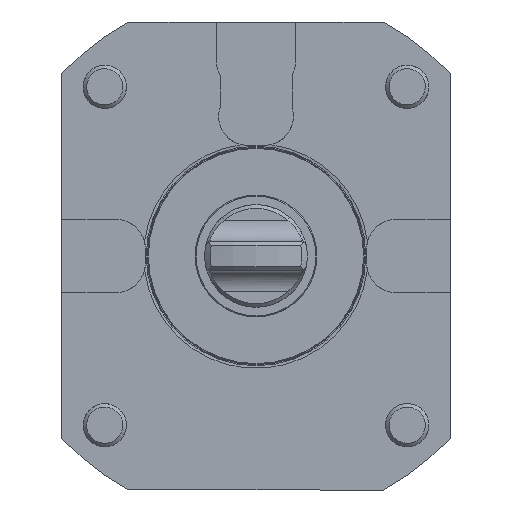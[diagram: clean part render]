
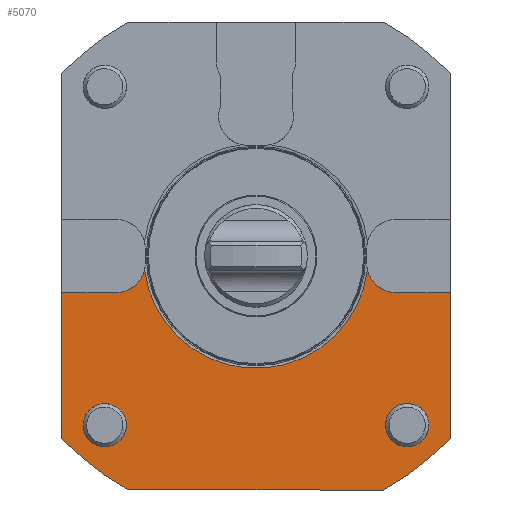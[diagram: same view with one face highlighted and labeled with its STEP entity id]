
A CAD part, front view. The second image highlights one B-rep face of the part: STEP entity #5070.
In plain terms, the highlighted planar face has unit normal (0, -1, 0).
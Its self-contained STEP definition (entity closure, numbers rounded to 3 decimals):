
#312 = CIRCLE ( 'NONE', #10578, 74. ) ;
#564 = CARTESIAN_POINT ( 'NONE',  ( 0., 0., 0. ) ) ;
#850 = AXIS2_PLACEMENT_3D ( 'NONE', #8309, #17441, #15889 ) ;
#1046 = VERTEX_POINT ( 'NONE', #4171 ) ;
#1177 = CARTESIAN_POINT ( 'NONE',  ( -54., 0., -50.596 ) ) ;
#1232 = LINE ( 'NONE', #16886, #11016 ) ;
#1531 = EDGE_CURVE ( 'NONE', #14181, #1046, #19113, .T. ) ;
#1631 = CARTESIAN_POINT ( 'NONE',  ( 0., 0., 0. ) ) ;
#2564 = ORIENTED_EDGE ( 'NONE', *, *, #8659, .F. ) ;
#2585 = VERTEX_POINT ( 'NONE', #19959 ) ;
#2832 = DIRECTION ( 'NONE',  ( 1., 0., 0. ) ) ;
#3480 = FACE_BOUND ( 'NONE', #17988, .T. ) ;
#3717 = DIRECTION ( 'NONE',  ( 0., -1., 0. ) ) ;
#3820 = DIRECTION ( 'NONE',  ( 1., 0., 0. ) ) ;
#3838 = VERTEX_POINT ( 'NONE', #1177 ) ;
#3880 = DIRECTION ( 'NONE',  ( 0., -1., 0. ) ) ;
#4012 = VERTEX_POINT ( 'NONE', #12708 ) ;
#4171 = CARTESIAN_POINT ( 'NONE',  ( -38.75, 0., -10.15 ) ) ;
#4277 = CARTESIAN_POINT ( 'NONE',  ( 0., 0., -65. ) ) ;
#4644 = ORIENTED_EDGE ( 'NONE', *, *, #16347, .F. ) ;
#5044 = EDGE_CURVE ( 'NONE', #13162, #13162, #8445, .T. ) ;
#5070 = ADVANCED_FACE ( 'Defeature completata1_4', ( #3480, #14667, #11400 ), #19378, .T. ) ;
#5380 = EDGE_CURVE ( 'NONE', #3838, #2585, #18628, .T. ) ;
#5428 = CARTESIAN_POINT ( 'NONE',  ( 0., 0., 0. ) ) ;
#6510 = DIRECTION ( 'NONE',  ( 0., 0., 1. ) ) ;
#7040 = ORIENTED_EDGE ( 'NONE', *, *, #8079, .F. ) ;
#7541 = CIRCLE ( 'NONE', #14074, 8. ) ;
#7721 = AXIS2_PLACEMENT_3D ( 'NONE', #1631, #12857, #14175 ) ;
#8079 = EDGE_CURVE ( 'NONE', #14181, #8628, #17856, .T. ) ;
#8082 = EDGE_LOOP ( 'NONE', ( #12250 ) ) ;
#8197 = DIRECTION ( 'NONE',  ( 0., 0., -1. ) ) ;
#8309 = CARTESIAN_POINT ( 'NONE',  ( 0., 0., 0. ) ) ;
#8435 = CARTESIAN_POINT ( 'NONE',  ( 48., 0., -47. ) ) ;
#8445 = CIRCLE ( 'NONE', #19923, 6. ) ;
#8561 = CARTESIAN_POINT ( 'NONE',  ( -42., 0., -47. ) ) ;
#8628 = VERTEX_POINT ( 'NONE', #12283 ) ;
#8650 = VERTEX_POINT ( 'NONE', #20161 ) ;
#8659 = EDGE_CURVE ( 'NONE', #3838, #14038, #1232, .T. ) ;
#9142 = DIRECTION ( 'NONE',  ( 0., 0., 1. ) ) ;
#9262 = DIRECTION ( 'NONE',  ( 1., 0., 0. ) ) ;
#9537 = LINE ( 'NONE', #14029, #10310 ) ;
#10170 = CARTESIAN_POINT ( 'NONE',  ( -38.75, 0., -2.15 ) ) ;
#10310 = VECTOR ( 'NONE', #12314, 1000. ) ;
#10578 = AXIS2_PLACEMENT_3D ( 'NONE', #564, #16113, #19203 ) ;
#11016 = VECTOR ( 'NONE', #15234, 1000. ) ;
#11103 = AXIS2_PLACEMENT_3D ( 'NONE', #5428, #3880, #9142 ) ;
#11240 = CARTESIAN_POINT ( 'NONE',  ( 38.75, 0., -2.15 ) ) ;
#11243 = CARTESIAN_POINT ( 'NONE',  ( -54., 0., -10.15 ) ) ;
#11304 = EDGE_CURVE ( 'NONE', #2585, #4012, #16911, .T. ) ;
#11400 = FACE_OUTER_BOUND ( 'NONE', #15225, .T. ) ;
#11678 = ORIENTED_EDGE ( 'NONE', *, *, #11304, .T. ) ;
#11832 = EDGE_CURVE ( 'NONE', #8650, #13494, #9537, .T. ) ;
#12140 = CARTESIAN_POINT ( 'NONE',  ( 38.75, 0., -10.15 ) ) ;
#12168 = CARTESIAN_POINT ( 'NONE',  ( -30.951, 0., -3.933 ) ) ;
#12250 = ORIENTED_EDGE ( 'NONE', *, *, #5044, .F. ) ;
#12283 = CARTESIAN_POINT ( 'NONE',  ( 30.951, 0., -3.933 ) ) ;
#12314 = DIRECTION ( 'NONE',  ( -1., 0., 0. ) ) ;
#12507 = LINE ( 'NONE', #15764, #18681 ) ;
#12518 = ORIENTED_EDGE ( 'NONE', *, *, #11832, .T. ) ;
#12621 = CARTESIAN_POINT ( 'NONE',  ( -59.893, 0., -10.15 ) ) ;
#12629 = DIRECTION ( 'NONE',  ( 0., -1., 0. ) ) ;
#12708 = CARTESIAN_POINT ( 'NONE',  ( 35.369, 0., -65. ) ) ;
#12857 = DIRECTION ( 'NONE',  ( 0., -1., 0. ) ) ;
#13162 = VERTEX_POINT ( 'NONE', #8435 ) ;
#13188 = ORIENTED_EDGE ( 'NONE', *, *, #19112, .F. ) ;
#13242 = VERTEX_POINT ( 'NONE', #13290 ) ;
#13290 = CARTESIAN_POINT ( 'NONE',  ( 54., 0., -50.596 ) ) ;
#13393 = ORIENTED_EDGE ( 'NONE', *, *, #1531, .T. ) ;
#13494 = VERTEX_POINT ( 'NONE', #12140 ) ;
#13814 = ORIENTED_EDGE ( 'NONE', *, *, #18957, .F. ) ;
#13943 = ORIENTED_EDGE ( 'NONE', *, *, #15454, .T. ) ;
#14029 = CARTESIAN_POINT ( 'NONE',  ( 59.893, 0., -10.15 ) ) ;
#14038 = VERTEX_POINT ( 'NONE', #11243 ) ;
#14074 = AXIS2_PLACEMENT_3D ( 'NONE', #11240, #18920, #6510 ) ;
#14175 = DIRECTION ( 'NONE',  ( 0., 0., 1. ) ) ;
#14181 = VERTEX_POINT ( 'NONE', #12168 ) ;
#14305 = EDGE_CURVE ( 'NONE', #4012, #13242, #312, .T. ) ;
#14525 = AXIS2_PLACEMENT_3D ( 'NONE', #10170, #14754, #8197 ) ;
#14667 = FACE_BOUND ( 'NONE', #8082, .T. ) ;
#14754 = DIRECTION ( 'NONE',  ( 0., 1., 0. ) ) ;
#15066 = AXIS2_PLACEMENT_3D ( 'NONE', #8561, #3717, #3820 ) ;
#15225 = EDGE_LOOP ( 'NONE', ( #13943, #12518, #13814, #7040, #13393, #4644, #2564, #19529, #11678, #15228 ) ) ;
#15228 = ORIENTED_EDGE ( 'NONE', *, *, #14305, .T. ) ;
#15234 = DIRECTION ( 'NONE',  ( 0., 0., 1. ) ) ;
#15454 = EDGE_CURVE ( 'NONE', #13242, #8650, #12507, .T. ) ;
#15486 = LINE ( 'NONE', #12621, #18686 ) ;
#15579 = DIRECTION ( 'NONE',  ( 1., 0., 0. ) ) ;
#15764 = CARTESIAN_POINT ( 'NONE',  ( 54., 0., 0. ) ) ;
#15789 = CARTESIAN_POINT ( 'NONE',  ( 42., 0., -47. ) ) ;
#15889 = DIRECTION ( 'NONE',  ( 0., 0., 1. ) ) ;
#16032 = CIRCLE ( 'NONE', #15066, 6. ) ;
#16113 = DIRECTION ( 'NONE',  ( 0., -1., 0. ) ) ;
#16347 = EDGE_CURVE ( 'NONE', #14038, #1046, #15486, .T. ) ;
#16886 = CARTESIAN_POINT ( 'NONE',  ( -54., 0., 0. ) ) ;
#16911 = LINE ( 'NONE', #4277, #19273 ) ;
#17026 = DIRECTION ( 'NONE',  ( 0., 0., 1. ) ) ;
#17441 = DIRECTION ( 'NONE',  ( 0., -1., 0. ) ) ;
#17856 = CIRCLE ( 'NONE', #7721, 31.2 ) ;
#17988 = EDGE_LOOP ( 'NONE', ( #13188 ) ) ;
#18628 = CIRCLE ( 'NONE', #11103, 74. ) ;
#18681 = VECTOR ( 'NONE', #17026, 1000. ) ;
#18686 = VECTOR ( 'NONE', #15579, 1000. ) ;
#18920 = DIRECTION ( 'NONE',  ( 0., -1., 0. ) ) ;
#18957 = EDGE_CURVE ( 'NONE', #8628, #13494, #7541, .T. ) ;
#19112 = EDGE_CURVE ( 'NONE', #19297, #19297, #16032, .T. ) ;
#19113 = CIRCLE ( 'NONE', #14525, 8. ) ;
#19203 = DIRECTION ( 'NONE',  ( 0., 0., 1. ) ) ;
#19273 = VECTOR ( 'NONE', #2832, 1000. ) ;
#19297 = VERTEX_POINT ( 'NONE', #19925 ) ;
#19378 = PLANE ( 'NONE',  #850 ) ;
#19529 = ORIENTED_EDGE ( 'NONE', *, *, #5380, .T. ) ;
#19923 = AXIS2_PLACEMENT_3D ( 'NONE', #15789, #12629, #9262 ) ;
#19925 = CARTESIAN_POINT ( 'NONE',  ( -36., 0., -47. ) ) ;
#19959 = CARTESIAN_POINT ( 'NONE',  ( -35.369, 0., -65. ) ) ;
#20161 = CARTESIAN_POINT ( 'NONE',  ( 54., 0., -10.15 ) ) ;
